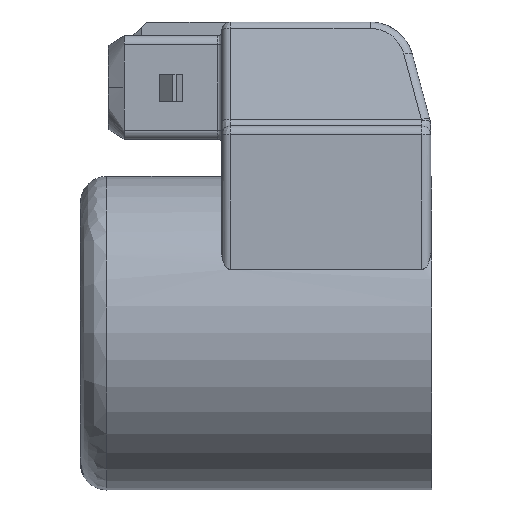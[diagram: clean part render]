
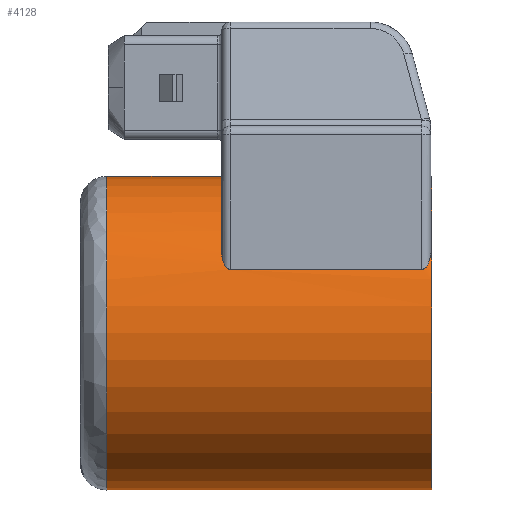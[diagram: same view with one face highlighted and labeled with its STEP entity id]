
A CAD part, left-side view. The second image highlights one B-rep face of the part: STEP entity #4128.
In plain terms, the highlighted cylindrical face has radius 18 mm (diameter 36 mm), a partial arc.
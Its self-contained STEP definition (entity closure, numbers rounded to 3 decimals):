
#98 = VERTEX_POINT ( 'NONE', #1930 ) ;
#144 = ORIENTED_EDGE ( 'NONE', *, *, #4177, .F. ) ;
#227 = EDGE_CURVE ( 'NONE', #860, #2859, #1334, .T. ) ;
#275 = DIRECTION ( 'NONE',  ( 0., 0., -1. ) ) ;
#317 = CARTESIAN_POINT ( 'NONE',  ( -16.335, 0.646, 7.561 ) ) ;
#494 = B_SPLINE_CURVE_WITH_KNOTS ( 'NONE', 3,
 ( #5217, #4396, #1532, #2775, #317, #3181, #728, #3581, #1141, #4007, #1553, #4409 ),
 .UNSPECIFIED., .F., .F.,
 ( 4, 2, 2, 2, 2, 4 ),
 ( 0., 0., 0.001, 0.001, 0.002, 0.003 ),
 .UNSPECIFIED. ) ;
#518 = DIRECTION ( 'NONE',  ( 0., 1., 0. ) ) ;
#523 = EDGE_CURVE ( 'NONE', #3662, #2410, #494, .T. ) ;
#537 = CARTESIAN_POINT ( 'NONE',  ( -15.441, 24.1, 9.25 ) ) ;
#583 = CARTESIAN_POINT ( 'NONE',  ( -15.656, 24.082, 8.884 ) ) ;
#680 = CARTESIAN_POINT ( 'NONE',  ( 0., 18.65, 18. ) ) ;
#728 = CARTESIAN_POINT ( 'NONE',  ( -16.138, 0.374, 7.975 ) ) ;
#854 = VERTEX_POINT ( 'NONE', #537 ) ;
#860 = VERTEX_POINT ( 'NONE', #4510 ) ;
#951 = CARTESIAN_POINT ( 'NONE',  ( -16.441, 18.65, 7.327 ) ) ;
#1009 = CARTESIAN_POINT ( 'NONE',  ( -15.954, 23.966, 8.337 ) ) ;
#1011 = CARTESIAN_POINT ( 'NONE',  ( 0., 24.1, 18. ) ) ;
#1068 = EDGE_CURVE ( 'NONE', #5105, #1356, #2194, .T. ) ;
#1078 = DIRECTION ( 'NONE',  ( 0., -1., 0. ) ) ;
#1093 = EDGE_LOOP ( 'NONE', ( #144, #1538, #2962, #2083, #4421, #3826, #4073, #2082, #3552, #3679 ) ) ;
#1108 = DIRECTION ( 'NONE',  ( 0., 1., 0. ) ) ;
#1141 = CARTESIAN_POINT ( 'NONE',  ( -15.858, 0.185, 8.518 ) ) ;
#1173 = EDGE_CURVE ( 'NONE', #854, #1258, #5022, .T. ) ;
#1229 = CIRCLE ( 'NONE', #3822, 18. ) ;
#1258 = VERTEX_POINT ( 'NONE', #4748 ) ;
#1267 = AXIS2_PLACEMENT_3D ( 'NONE', #2206, #5050, #3945 ) ;
#1287 = CARTESIAN_POINT ( 'NONE',  ( 0., 18.65, -18. ) ) ;
#1334 = LINE ( 'NONE', #1287, #3492 ) ;
#1356 = VERTEX_POINT ( 'NONE', #1397 ) ;
#1358 = DIRECTION ( 'NONE',  ( 0., -1., 0. ) ) ;
#1397 = CARTESIAN_POINT ( 'NONE',  ( 0., 37.3, 18. ) ) ;
#1406 = CARTESIAN_POINT ( 'NONE',  ( -16.224, 23.738, 7.798 ) ) ;
#1455 = CARTESIAN_POINT ( 'NONE',  ( 0., 24.1, 0. ) ) ;
#1462 = CARTESIAN_POINT ( 'NONE',  ( -15.441, 0.1, 9.25 ) ) ;
#1493 = AXIS2_PLACEMENT_3D ( 'NONE', #1455, #4310, #1883 ) ;
#1532 = CARTESIAN_POINT ( 'NONE',  ( -16.423, 0.889, 7.369 ) ) ;
#1538 = ORIENTED_EDGE ( 'NONE', *, *, #227, .T. ) ;
#1553 = CARTESIAN_POINT ( 'NONE',  ( -15.551, 0.1, 9.067 ) ) ;
#1617 = FACE_OUTER_BOUND ( 'NONE', #1093, .T. ) ;
#1703 = CARTESIAN_POINT ( 'NONE',  ( -16.441, 1.1, 7.327 ) ) ;
#1705 = DIRECTION ( 'NONE',  ( 0., -1., 0. ) ) ;
#1837 = CARTESIAN_POINT ( 'NONE',  ( -16.369, 23.485, 7.488 ) ) ;
#1883 = DIRECTION ( 'NONE',  ( 0., 0., -1. ) ) ;
#1902 = VERTEX_POINT ( 'NONE', #3996 ) ;
#1930 = CARTESIAN_POINT ( 'NONE',  ( 0., 0.1, 18. ) ) ;
#1980 = DIRECTION ( 'NONE',  ( 0., 1., 0. ) ) ;
#2000 = CIRCLE ( 'NONE', #1493, 18. ) ;
#2082 = ORIENTED_EDGE ( 'NONE', *, *, #1173, .F. ) ;
#2083 = ORIENTED_EDGE ( 'NONE', *, *, #3462, .T. ) ;
#2190 = CYLINDRICAL_SURFACE ( 'NONE', #4106, 18. ) ;
#2194 = LINE ( 'NONE', #4197, #4361 ) ;
#2206 = CARTESIAN_POINT ( 'NONE',  ( 0., 0., 0. ) ) ;
#2222 = CARTESIAN_POINT ( 'NONE',  ( -15.551, 24.1, 9.067 ) ) ;
#2237 = CARTESIAN_POINT ( 'NONE',  ( -16.441, 23.209, 7.327 ) ) ;
#2271 = EDGE_CURVE ( 'NONE', #854, #5105, #2000, .T. ) ;
#2346 = CARTESIAN_POINT ( 'NONE',  ( 0., 37.3, 0. ) ) ;
#2402 = LINE ( 'NONE', #680, #3345 ) ;
#2410 = VERTEX_POINT ( 'NONE', #1462 ) ;
#2754 = DIRECTION ( 'NONE',  ( 0., 0., -1. ) ) ;
#2775 = CARTESIAN_POINT ( 'NONE',  ( -16.369, 0.717, 7.487 ) ) ;
#2859 = VERTEX_POINT ( 'NONE', #4369 ) ;
#2962 = ORIENTED_EDGE ( 'NONE', *, *, #3422, .F. ) ;
#3181 = CARTESIAN_POINT ( 'NONE',  ( -16.223, 0.461, 7.799 ) ) ;
#3258 = VECTOR ( 'NONE', #1358, 1000. ) ;
#3345 = VECTOR ( 'NONE', #1108, 1000. ) ;
#3383 = LINE ( 'NONE', #951, #3258 ) ;
#3422 = EDGE_CURVE ( 'NONE', #1902, #2859, #4565, .T. ) ;
#3446 = CARTESIAN_POINT ( 'NONE',  ( -15.858, 24.015, 8.519 ) ) ;
#3462 = EDGE_CURVE ( 'NONE', #1902, #98, #2402, .T. ) ;
#3492 = VECTOR ( 'NONE', #1705, 1000. ) ;
#3522 = CARTESIAN_POINT ( 'NONE',  ( 0., 37.3, 0. ) ) ;
#3531 = EDGE_CURVE ( 'NONE', #2410, #98, #3904, .T. ) ;
#3552 = ORIENTED_EDGE ( 'NONE', *, *, #2271, .T. ) ;
#3581 = CARTESIAN_POINT ( 'NONE',  ( -15.955, 0.235, 8.335 ) ) ;
#3662 = VERTEX_POINT ( 'NONE', #1703 ) ;
#3679 = ORIENTED_EDGE ( 'NONE', *, *, #1068, .T. ) ;
#3728 = AXIS2_PLACEMENT_3D ( 'NONE', #4412, #1980, #4825 ) ;
#3822 = AXIS2_PLACEMENT_3D ( 'NONE', #2346, #5197, #2754 ) ;
#3826 = ORIENTED_EDGE ( 'NONE', *, *, #523, .F. ) ;
#3861 = CARTESIAN_POINT ( 'NONE',  ( -16.138, 23.827, 7.976 ) ) ;
#3904 = CIRCLE ( 'NONE', #3728, 18. ) ;
#3945 = DIRECTION ( 'NONE',  ( 0., 0., -1. ) ) ;
#3996 = CARTESIAN_POINT ( 'NONE',  ( 0., 0., 18. ) ) ;
#4007 = CARTESIAN_POINT ( 'NONE',  ( -15.656, 0.118, 8.884 ) ) ;
#4073 = ORIENTED_EDGE ( 'NONE', *, *, #5000, .F. ) ;
#4106 = AXIS2_PLACEMENT_3D ( 'NONE', #3522, #1078, #275 ) ;
#4128 = ADVANCED_FACE ( 'NONE', ( #1617 ), #2190, .T. ) ;
#4177 = EDGE_CURVE ( 'NONE', #860, #1356, #1229, .T. ) ;
#4197 = CARTESIAN_POINT ( 'NONE',  ( 0., 18.65, 18. ) ) ;
#4265 = CARTESIAN_POINT ( 'NONE',  ( -16.335, 23.555, 7.562 ) ) ;
#4310 = DIRECTION ( 'NONE',  ( 0., 1., 0. ) ) ;
#4361 = VECTOR ( 'NONE', #518, 1000. ) ;
#4369 = CARTESIAN_POINT ( 'NONE',  ( 0., 0., -18. ) ) ;
#4396 = CARTESIAN_POINT ( 'NONE',  ( -16.441, 0.991, 7.327 ) ) ;
#4409 = CARTESIAN_POINT ( 'NONE',  ( -15.441, 0.1, 9.25 ) ) ;
#4412 = CARTESIAN_POINT ( 'NONE',  ( 0., 0.1, 0. ) ) ;
#4421 = ORIENTED_EDGE ( 'NONE', *, *, #3531, .F. ) ;
#4510 = CARTESIAN_POINT ( 'NONE',  ( 0., 37.3, -18. ) ) ;
#4565 = CIRCLE ( 'NONE', #1267, 18. ) ;
#4680 = CARTESIAN_POINT ( 'NONE',  ( -16.423, 23.312, 7.369 ) ) ;
#4748 = CARTESIAN_POINT ( 'NONE',  ( -16.441, 23.1, 7.327 ) ) ;
#4825 = DIRECTION ( 'NONE',  ( 0., 0., -1. ) ) ;
#5000 = EDGE_CURVE ( 'NONE', #1258, #3662, #3383, .T. ) ;
#5022 = B_SPLINE_CURVE_WITH_KNOTS ( 'NONE', 3,
 ( #5074, #2222, #583, #3446, #1009, #3861, #1406, #4265, #1837, #4680, #2237, #5086 ),
 .UNSPECIFIED., .F., .F.,
 ( 4, 2, 2, 2, 2, 4 ),
 ( 0., 0.001, 0.001, 0.002, 0.002, 0.003 ),
 .UNSPECIFIED. ) ;
#5050 = DIRECTION ( 'NONE',  ( 0., -1., 0. ) ) ;
#5074 = CARTESIAN_POINT ( 'NONE',  ( -15.441, 24.1, 9.25 ) ) ;
#5086 = CARTESIAN_POINT ( 'NONE',  ( -16.441, 23.1, 7.327 ) ) ;
#5105 = VERTEX_POINT ( 'NONE', #1011 ) ;
#5197 = DIRECTION ( 'NONE',  ( 0., 1., 0. ) ) ;
#5217 = CARTESIAN_POINT ( 'NONE',  ( -16.441, 1.1, 7.327 ) ) ;
